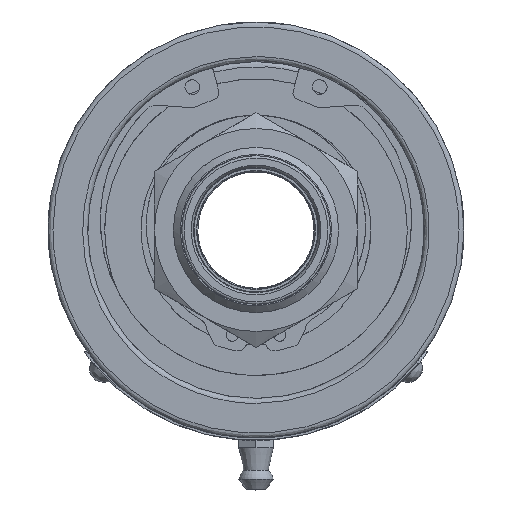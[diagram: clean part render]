
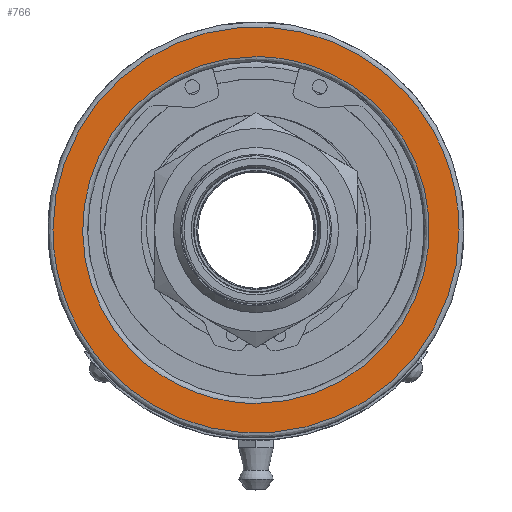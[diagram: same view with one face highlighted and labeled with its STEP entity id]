
A CAD part, left-side view. The second image highlights one B-rep face of the part: STEP entity #766.
In plain terms, the highlighted planar face has unit normal (-1, 0, 0).
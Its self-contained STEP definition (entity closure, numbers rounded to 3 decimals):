
#766 = ADVANCED_FACE ( 'NONE', ( #11842, #32332 ), #12684, .F. ) ;
#1338 = EDGE_CURVE ( 'NONE', #22100, #22511, #11256, .T. ) ;
#5398 = CARTESIAN_POINT ( 'NONE',  ( 1.5, 41., 0. ) ) ;
#5497 = CARTESIAN_POINT ( 'NONE',  ( 1.5, -41., 0. ) ) ;
#7890 = EDGE_LOOP ( 'NONE', ( #17223, #8700 ) ) ;
#7927 = CARTESIAN_POINT ( 'NONE',  ( 1.5, 0., -35. ) ) ;
#8295 = EDGE_CURVE ( 'NONE', #22511, #22100, #13451, .T. ) ;
#8700 = ORIENTED_EDGE ( 'NONE', *, *, #12562, .F. ) ;
#9583 = AXIS2_PLACEMENT_3D ( 'NONE', #18424, #32848, #21424 ) ;
#10653 = ORIENTED_EDGE ( 'NONE', *, *, #8295, .F. ) ;
#10753 = CARTESIAN_POINT ( 'NONE',  ( 1.5, 0., 35. ) ) ;
#11256 =( BOUNDED_CURVE ( )  B_SPLINE_CURVE ( 3, ( #15985, #27011, #36104, #30140 ),
 .UNSPECIFIED., .F., .F. ) 
 B_SPLINE_CURVE_WITH_KNOTS ( ( 4, 4 ),
 ( 0., 1. ),
 .UNSPECIFIED. ) 
 CURVE ( )  GEOMETRIC_REPRESENTATION_ITEM ( )  RATIONAL_B_SPLINE_CURVE ( ( 1., 0.333, 0.333, 1. ) ) 
 REPRESENTATION_ITEM ( '' )  );
#11842 = FACE_BOUND ( 'NONE', #27157, .T. ) ;
#12442 = CARTESIAN_POINT ( 'NONE',  ( 1.5, 41., 0. ) ) ;
#12562 = EDGE_CURVE ( 'NONE', #28402, #25594, #16541, .T. ) ;
#12684 = PLANE ( 'NONE',  #9583 ) ;
#13451 =( BOUNDED_CURVE ( )  B_SPLINE_CURVE ( 3, ( #7927, #33621, #27912, #10753 ),
 .UNSPECIFIED., .F., .T. ) 
 B_SPLINE_CURVE_WITH_KNOTS ( ( 4, 4 ),
 ( 0., 1. ),
 .UNSPECIFIED. ) 
 CURVE ( )  GEOMETRIC_REPRESENTATION_ITEM ( )  RATIONAL_B_SPLINE_CURVE ( ( 1., 0.333, 0.333, 1. ) ) 
 REPRESENTATION_ITEM ( '' )  );
#13961 = CARTESIAN_POINT ( 'NONE',  ( 1.5, -41., 0. ) ) ;
#15037 = CARTESIAN_POINT ( 'NONE',  ( 1.5, 0., -35. ) ) ;
#15121 = CARTESIAN_POINT ( 'NONE',  ( 1.5, -41., 0. ) ) ;
#15985 = CARTESIAN_POINT ( 'NONE',  ( 1.5, 0., 35. ) ) ;
#16541 =( BOUNDED_CURVE ( )  B_SPLINE_CURVE ( 3, ( #5398, #19567, #19803, #13961 ),
 .UNSPECIFIED., .F., .T. ) 
 B_SPLINE_CURVE_WITH_KNOTS ( ( 4, 4 ),
 ( 0., 1. ),
 .UNSPECIFIED. ) 
 CURVE ( )  GEOMETRIC_REPRESENTATION_ITEM ( )  RATIONAL_B_SPLINE_CURVE ( ( 1., 0.333, 0.333, 1. ) ) 
 REPRESENTATION_ITEM ( '' )  );
#17223 = ORIENTED_EDGE ( 'NONE', *, *, #27511, .F. ) ;
#18099 = CARTESIAN_POINT ( 'NONE',  ( 1.5, 41., 0. ) ) ;
#18187 = CARTESIAN_POINT ( 'NONE',  ( 1.5, 0., 35. ) ) ;
#18424 = CARTESIAN_POINT ( 'NONE',  ( 1.5, 54.029, 50. ) ) ;
#19567 = CARTESIAN_POINT ( 'NONE',  ( 1.5, 41., 82. ) ) ;
#19803 = CARTESIAN_POINT ( 'NONE',  ( 1.5, -41., 82. ) ) ;
#21424 = DIRECTION ( 'NONE',  ( 0., 0., -1. ) ) ;
#22100 = VERTEX_POINT ( 'NONE', #18187 ) ;
#22511 = VERTEX_POINT ( 'NONE', #15037 ) ;
#23827 = CARTESIAN_POINT ( 'NONE',  ( 1.5, 41., -82. ) ) ;
#25594 = VERTEX_POINT ( 'NONE', #5497 ) ;
#27011 = CARTESIAN_POINT ( 'NONE',  ( 1.5, 70., 35. ) ) ;
#27157 = EDGE_LOOP ( 'NONE', ( #10653, #33661 ) ) ;
#27511 = EDGE_CURVE ( 'NONE', #25594, #28402, #35530, .T. ) ;
#27912 = CARTESIAN_POINT ( 'NONE',  ( 1.5, -70., 35. ) ) ;
#28402 = VERTEX_POINT ( 'NONE', #12442 ) ;
#30140 = CARTESIAN_POINT ( 'NONE',  ( 1.5, 0., -35. ) ) ;
#32161 = CARTESIAN_POINT ( 'NONE',  ( 1.5, -41., -82. ) ) ;
#32332 = FACE_OUTER_BOUND ( 'NONE', #7890, .T. ) ;
#32848 = DIRECTION ( 'NONE',  ( 1., 0., 0. ) ) ;
#33621 = CARTESIAN_POINT ( 'NONE',  ( 1.5, -70., -35. ) ) ;
#33661 = ORIENTED_EDGE ( 'NONE', *, *, #1338, .F. ) ;
#35530 =( BOUNDED_CURVE ( )  B_SPLINE_CURVE ( 3, ( #15121, #32161, #23827, #18099 ),
 .UNSPECIFIED., .F., .F. ) 
 B_SPLINE_CURVE_WITH_KNOTS ( ( 4, 4 ),
 ( 0., 1. ),
 .UNSPECIFIED. ) 
 CURVE ( )  GEOMETRIC_REPRESENTATION_ITEM ( )  RATIONAL_B_SPLINE_CURVE ( ( 1., 0.333, 0.333, 1. ) ) 
 REPRESENTATION_ITEM ( '' )  );
#36104 = CARTESIAN_POINT ( 'NONE',  ( 1.5, 70., -35. ) ) ;
